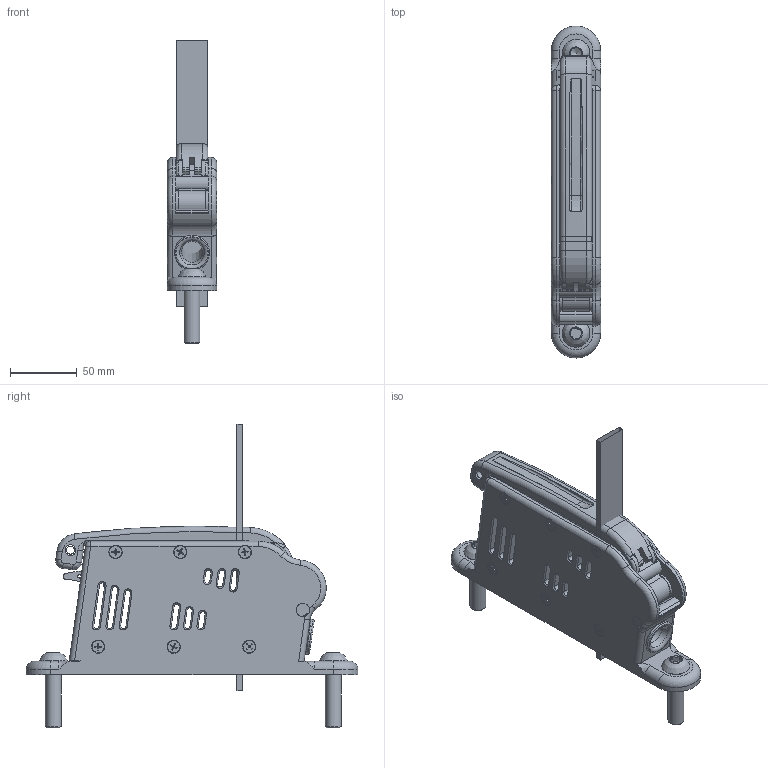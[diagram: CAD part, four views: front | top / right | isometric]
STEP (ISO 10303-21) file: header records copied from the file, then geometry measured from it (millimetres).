
FILE_DESCRIPTION(/* description */ (''),/* implementation_level */ '2;1');
FILE_NAME(/* name */ '506.126.stp',/* time_stamp */ '2020-12-14T16:13:05+01:00',/* author */ ('lucade'),/* organization */ (''),/* preprocessor_version */ 'ST-DEVELOPER v18.1',/* originating_system */ 'Autodesk Inventor 2021',/* authorisation */ '');
FILE_SCHEMA (('AUTOMOTIVE_DESIGN { 1 0 10303 214 3 1 1 }'));
Length unit declared in the file: millimetre
Products named in the file (1): 20121457
Bounding box: 37 x 249 x 228 mm (x, y, z)
Volume: 642060.9 mm3; surface area: 121254.5 mm2
Topology: 1 solids, 6 shells, 714 faces, 1913 edges, 1224 vertices
Faces by surface type: plane 299, cylinder 183, cone 129, torus 90, bspline 11, sphere 2
Full cylindrical faces by diameter (mm): 2.5 x1, 5.05 x1, 5.5 x1, 6 x1, 8.5 x3, 9 x3, 9.2 x6, 10 x6, 12 x2, 20 x3, 21.9 x1, 22 x1, 26.5 x1
Entity records: 23605 total; most frequent: CARTESIAN_POINT 5985, ORIENTED_EDGE 3790, DIRECTION 3681, EDGE_CURVE 1899, AXIS2_PLACEMENT_3D 1423, VERTEX_POINT 1224, LINE 835, VECTOR 835
